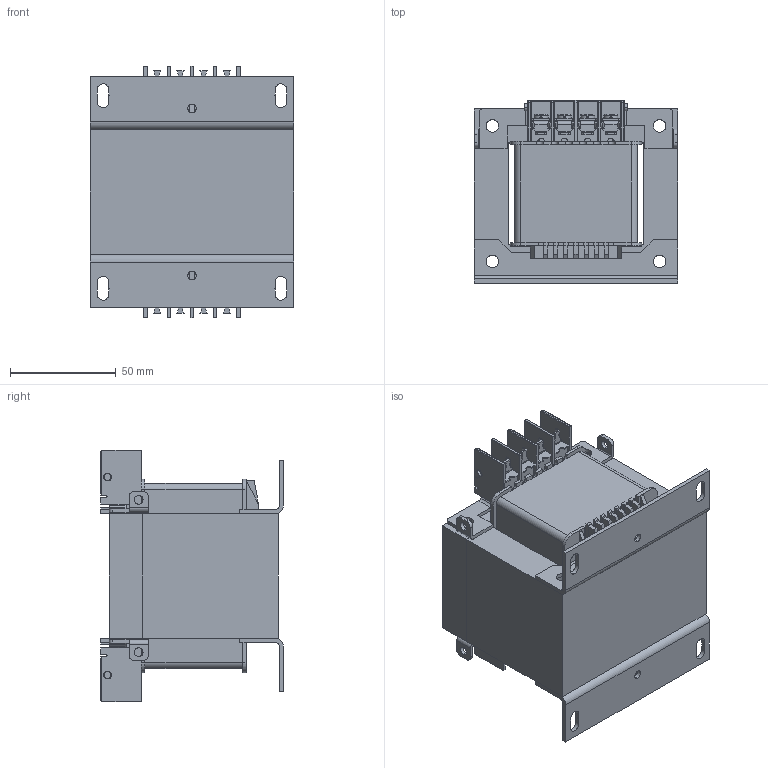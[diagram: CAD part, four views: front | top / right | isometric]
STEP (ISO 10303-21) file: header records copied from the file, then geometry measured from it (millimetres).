
FILE_DESCRIPTION (( 'STEP AP214' ), '1' );
FILE_NAME ('SP350MQMJ.step', '2019-03-27T13:33:46', ( '' ), ( '' ), 'SwSTEP 2.0', 'SolidWorks 2018', '' );
FILE_SCHEMA (( 'AUTOMOTIVE_DESIGN' ));
Length unit declared in the file: inch
Products named in the file (1): SP350MQMJ
Bounding box: 96 x 86.25 x 119 mm (x, y, z)
Volume: 550095.7 mm3; surface area: 142059.3 mm2
Topology: 41 solids, 41 shells, 3229 faces, 8981 edges, 5764 vertices
Faces by surface type: plane 1997, cylinder 934, bspline 260, cone 38
Entity records: 128523 total; most frequent: CARTESIAN_POINT 48838, ORIENTED_EDGE 17834, DIRECTION 14597, EDGE_CURVE 8917, VECTOR 5987, LINE 5987, VERTEX_POINT 5764, AXIS2_PLACEMENT_3D 4305
